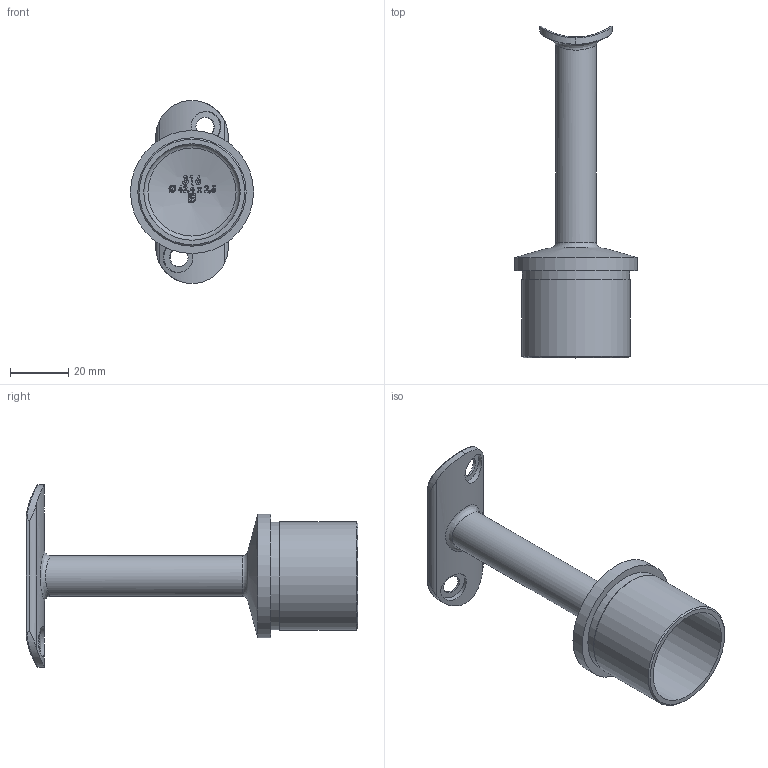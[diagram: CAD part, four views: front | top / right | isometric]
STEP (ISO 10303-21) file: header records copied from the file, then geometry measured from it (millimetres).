
FILE_DESCRIPTION (( 'STEP AP203' ), '1' );
FILE_NAME ('60421-V4A-25.step', '2021-08-18T11:12:45', ( '' ), ( '' ), 'SwSTEP 2.0', 'SolidWorks 2018', '' );
FILE_SCHEMA (( 'CONFIG_CONTROL_DESIGN' ));
Length unit declared in the file: millimetre
Products named in the file (2): 60421-V4A-25
Bounding box: 42.4 x 114.3 x 63 mm (x, y, z)
Volume: 27452.2 mm3; surface area: 16478 mm2
Topology: 1 solids, 1 shells, 559 faces, 1475 edges, 980 vertices
Faces by surface type: plane 298, bspline 182, cylinder 56, sphere 20, torus 2, cone 1
Full cylindrical faces by diameter (mm): 6.5 x2, 10.5 x2, 14 x1, 33.2 x1, 36.9 x1, 37.3 x1, 42.4 x1
Entity records: 25978 total; most frequent: CARTESIAN_POINT 13165, ORIENTED_EDGE 2924, DIRECTION 2148, EDGE_CURVE 1462, VERTEX_POINT 980, AXIS2_PLACEMENT_3D 769, EDGE_LOOP 638, VECTOR 610
